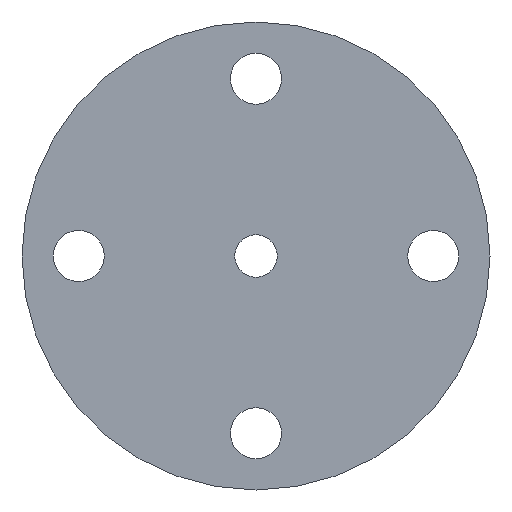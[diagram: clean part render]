
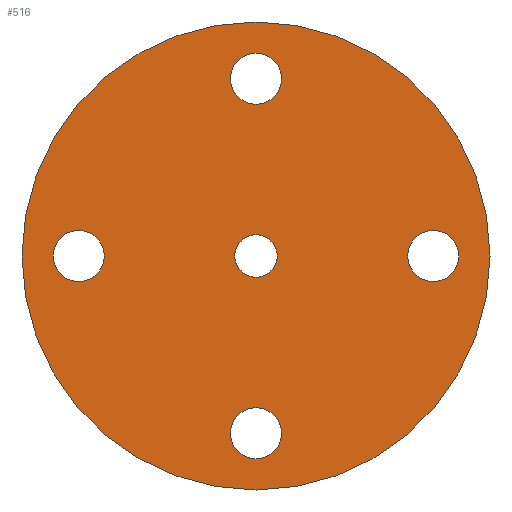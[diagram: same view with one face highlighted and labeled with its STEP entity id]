
A CAD part, front view. The second image highlights one B-rep face of the part: STEP entity #516.
In plain terms, the highlighted planar face has unit normal (0, -1, 0).
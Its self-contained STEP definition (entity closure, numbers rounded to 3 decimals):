
#1 = VERTEX_POINT ( 'NONE', #530 ) ;
#10 = CARTESIAN_POINT ( 'NONE',  ( 0., 0., -62.5 ) ) ;
#11 = VERTEX_POINT ( 'NONE', #586 ) ;
#14 = VERTEX_POINT ( 'NONE', #38 ) ;
#17 = DIRECTION ( 'NONE',  ( 0., 0., -1. ) ) ;
#19 = DIRECTION ( 'NONE',  ( 0., 0., 1. ) ) ;
#25 = EDGE_LOOP ( 'NONE', ( #41, #440 ) ) ;
#37 = AXIS2_PLACEMENT_3D ( 'NONE', #190, #86, #588 ) ;
#38 = CARTESIAN_POINT ( 'NONE',  ( 0., 0., -7.5 ) ) ;
#39 = DIRECTION ( 'NONE',  ( 0., -1., 0. ) ) ;
#40 = FACE_BOUND ( 'NONE', #470, .T. ) ;
#41 = ORIENTED_EDGE ( 'NONE', *, *, #649, .T. ) ;
#52 = AXIS2_PLACEMENT_3D ( 'NONE', #219, #697, #204 ) ;
#55 = VERTEX_POINT ( 'NONE', #326 ) ;
#60 = CARTESIAN_POINT ( 'NONE',  ( -62.5, 0., 9. ) ) ;
#68 = CARTESIAN_POINT ( 'NONE',  ( 62.5, 0., 9. ) ) ;
#81 = DIRECTION ( 'NONE',  ( 0., -1., 0. ) ) ;
#82 = CARTESIAN_POINT ( 'NONE',  ( 0., 0., -82.5 ) ) ;
#83 = AXIS2_PLACEMENT_3D ( 'NONE', #617, #81, #622 ) ;
#86 = DIRECTION ( 'NONE',  ( 0., 1., 0. ) ) ;
#97 = EDGE_LOOP ( 'NONE', ( #657, #183 ) ) ;
#103 = CIRCLE ( 'NONE', #83, 82.5 ) ;
#109 = FACE_BOUND ( 'NONE', #97, .T. ) ;
#113 = AXIS2_PLACEMENT_3D ( 'NONE', #333, #483, #691 ) ;
#126 = CARTESIAN_POINT ( 'NONE',  ( 0., 0., -53.5 ) ) ;
#131 = AXIS2_PLACEMENT_3D ( 'NONE', #288, #504, #19 ) ;
#143 = CARTESIAN_POINT ( 'NONE',  ( 0., 0., 62.5 ) ) ;
#146 = EDGE_CURVE ( 'NONE', #208, #295, #631, .T. ) ;
#147 = FACE_BOUND ( 'NONE', #148, .T. ) ;
#148 = EDGE_LOOP ( 'NONE', ( #229, #575 ) ) ;
#150 = CIRCLE ( 'NONE', #505, 9. ) ;
#162 = AXIS2_PLACEMENT_3D ( 'NONE', #469, #369, #463 ) ;
#174 = EDGE_CURVE ( 'NONE', #1, #436, #367, .T. ) ;
#180 = VERTEX_POINT ( 'NONE', #471 ) ;
#182 = EDGE_CURVE ( 'NONE', #14, #374, #605, .T. ) ;
#183 = ORIENTED_EDGE ( 'NONE', *, *, #490, .T. ) ;
#186 = DIRECTION ( 'NONE',  ( 0., 0., -1. ) ) ;
#187 = EDGE_CURVE ( 'NONE', #436, #1, #571, .T. ) ;
#190 = CARTESIAN_POINT ( 'NONE',  ( -62.5, 0., 0. ) ) ;
#195 = DIRECTION ( 'NONE',  ( 0., 1., 0. ) ) ;
#198 = EDGE_CURVE ( 'NONE', #295, #208, #660, .T. ) ;
#204 = DIRECTION ( 'NONE',  ( 0., 0., -1. ) ) ;
#208 = VERTEX_POINT ( 'NONE', #68 ) ;
#209 = AXIS2_PLACEMENT_3D ( 'NONE', #508, #558, #445 ) ;
#219 = CARTESIAN_POINT ( 'NONE',  ( 0., 0., 0. ) ) ;
#222 = CARTESIAN_POINT ( 'NONE',  ( 62.5, 0., -9. ) ) ;
#229 = ORIENTED_EDGE ( 'NONE', *, *, #187, .T. ) ;
#234 = EDGE_LOOP ( 'NONE', ( #493, #264 ) ) ;
#242 = EDGE_CURVE ( 'NONE', #557, #669, #641, .T. ) ;
#264 = ORIENTED_EDGE ( 'NONE', *, *, #357, .T. ) ;
#276 = CIRCLE ( 'NONE', #37, 9. ) ;
#285 = DIRECTION ( 'NONE',  ( 0., 0., 1. ) ) ;
#288 = CARTESIAN_POINT ( 'NONE',  ( -62.5, 0., 0. ) ) ;
#290 = AXIS2_PLACEMENT_3D ( 'NONE', #143, #195, #285 ) ;
#295 = VERTEX_POINT ( 'NONE', #222 ) ;
#310 = DIRECTION ( 'NONE',  ( 0., 0., 1. ) ) ;
#314 = CIRCLE ( 'NONE', #52, 7.5 ) ;
#318 = FACE_BOUND ( 'NONE', #654, .T. ) ;
#326 = CARTESIAN_POINT ( 'NONE',  ( 0., 0., 53.5 ) ) ;
#331 = VERTEX_POINT ( 'NONE', #82 ) ;
#333 = CARTESIAN_POINT ( 'NONE',  ( -7.5, 0., 0. ) ) ;
#351 = CIRCLE ( 'NONE', #290, 9. ) ;
#357 = EDGE_CURVE ( 'NONE', #669, #557, #276, .T. ) ;
#367 = CIRCLE ( 'NONE', #162, 9. ) ;
#369 = DIRECTION ( 'NONE',  ( 0., 1., 0. ) ) ;
#374 = VERTEX_POINT ( 'NONE', #512 ) ;
#383 = DIRECTION ( 'NONE',  ( 0., 0., 1. ) ) ;
#387 = AXIS2_PLACEMENT_3D ( 'NONE', #635, #581, #310 ) ;
#388 = DIRECTION ( 'NONE',  ( 0., 1., 0. ) ) ;
#408 = DIRECTION ( 'NONE',  ( 0., -1., 0. ) ) ;
#424 = FACE_BOUND ( 'NONE', #234, .T. ) ;
#425 = ORIENTED_EDGE ( 'NONE', *, *, #182, .F. ) ;
#430 = ORIENTED_EDGE ( 'NONE', *, *, #198, .T. ) ;
#436 = VERTEX_POINT ( 'NONE', #126 ) ;
#440 = ORIENTED_EDGE ( 'NONE', *, *, #664, .T. ) ;
#445 = DIRECTION ( 'NONE',  ( 0., 0., 1. ) ) ;
#463 = DIRECTION ( 'NONE',  ( 0., 0., 1. ) ) ;
#469 = CARTESIAN_POINT ( 'NONE',  ( 0., 0., -62.5 ) ) ;
#470 = EDGE_LOOP ( 'NONE', ( #507, #430 ) ) ;
#471 = CARTESIAN_POINT ( 'NONE',  ( 0., 0., 82.5 ) ) ;
#479 = AXIS2_PLACEMENT_3D ( 'NONE', #525, #39, #17 ) ;
#483 = DIRECTION ( 'NONE',  ( 0., 1., 0. ) ) ;
#487 = FACE_OUTER_BOUND ( 'NONE', #25, .T. ) ;
#490 = EDGE_CURVE ( 'NONE', #55, #11, #150, .T. ) ;
#493 = ORIENTED_EDGE ( 'NONE', *, *, #242, .T. ) ;
#504 = DIRECTION ( 'NONE',  ( 0., 1., 0. ) ) ;
#505 = AXIS2_PLACEMENT_3D ( 'NONE', #597, #388, #527 ) ;
#507 = ORIENTED_EDGE ( 'NONE', *, *, #146, .T. ) ;
#508 = CARTESIAN_POINT ( 'NONE',  ( 62.5, 0., 0. ) ) ;
#510 = CARTESIAN_POINT ( 'NONE',  ( 0., 0., 0. ) ) ;
#511 = ORIENTED_EDGE ( 'NONE', *, *, #590, .F. ) ;
#512 = CARTESIAN_POINT ( 'NONE',  ( 0., 0., 7.5 ) ) ;
#516 = ADVANCED_FACE ( 'NONE', ( #424, #109, #40, #147, #318, #487 ), #645, .F. ) ;
#519 = AXIS2_PLACEMENT_3D ( 'NONE', #10, #589, #383 ) ;
#525 = CARTESIAN_POINT ( 'NONE',  ( 0., 0., 0. ) ) ;
#526 = AXIS2_PLACEMENT_3D ( 'NONE', #510, #408, #186 ) ;
#527 = DIRECTION ( 'NONE',  ( 0., 0., 1. ) ) ;
#530 = CARTESIAN_POINT ( 'NONE',  ( 0., 0., -71.5 ) ) ;
#557 = VERTEX_POINT ( 'NONE', #60 ) ;
#558 = DIRECTION ( 'NONE',  ( 0., 1., 0. ) ) ;
#567 = CARTESIAN_POINT ( 'NONE',  ( -62.5, 0., -9. ) ) ;
#571 = CIRCLE ( 'NONE', #519, 9. ) ;
#575 = ORIENTED_EDGE ( 'NONE', *, *, #174, .T. ) ;
#581 = DIRECTION ( 'NONE',  ( 0., 1., 0. ) ) ;
#586 = CARTESIAN_POINT ( 'NONE',  ( 0., 0., 71.5 ) ) ;
#588 = DIRECTION ( 'NONE',  ( 0., 0., 1. ) ) ;
#589 = DIRECTION ( 'NONE',  ( 0., 1., 0. ) ) ;
#590 = EDGE_CURVE ( 'NONE', #374, #14, #314, .T. ) ;
#597 = CARTESIAN_POINT ( 'NONE',  ( 0., 0., 62.5 ) ) ;
#605 = CIRCLE ( 'NONE', #479, 7.5 ) ;
#617 = CARTESIAN_POINT ( 'NONE',  ( 0., 0., 0. ) ) ;
#622 = DIRECTION ( 'NONE',  ( 0., 0., -1. ) ) ;
#629 = EDGE_CURVE ( 'NONE', #11, #55, #351, .T. ) ;
#631 = CIRCLE ( 'NONE', #387, 9. ) ;
#635 = CARTESIAN_POINT ( 'NONE',  ( 62.5, 0., 0. ) ) ;
#641 = CIRCLE ( 'NONE', #131, 9. ) ;
#645 = PLANE ( 'NONE',  #113 ) ;
#647 = CIRCLE ( 'NONE', #526, 82.5 ) ;
#649 = EDGE_CURVE ( 'NONE', #331, #180, #647, .T. ) ;
#654 = EDGE_LOOP ( 'NONE', ( #425, #511 ) ) ;
#657 = ORIENTED_EDGE ( 'NONE', *, *, #629, .T. ) ;
#660 = CIRCLE ( 'NONE', #209, 9. ) ;
#664 = EDGE_CURVE ( 'NONE', #180, #331, #103, .T. ) ;
#669 = VERTEX_POINT ( 'NONE', #567 ) ;
#691 = DIRECTION ( 'NONE',  ( 0., 0., 1. ) ) ;
#697 = DIRECTION ( 'NONE',  ( 0., -1., 0. ) ) ;
